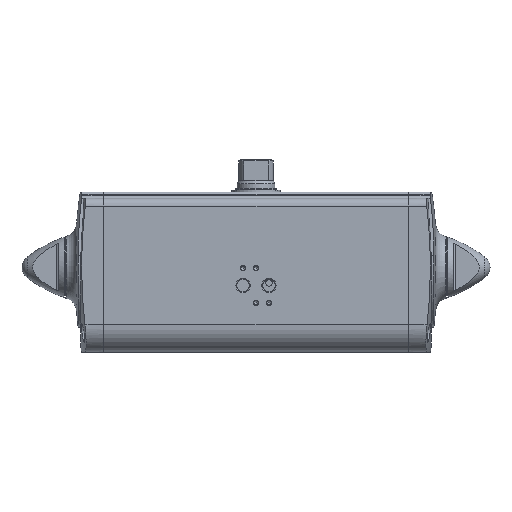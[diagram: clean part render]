
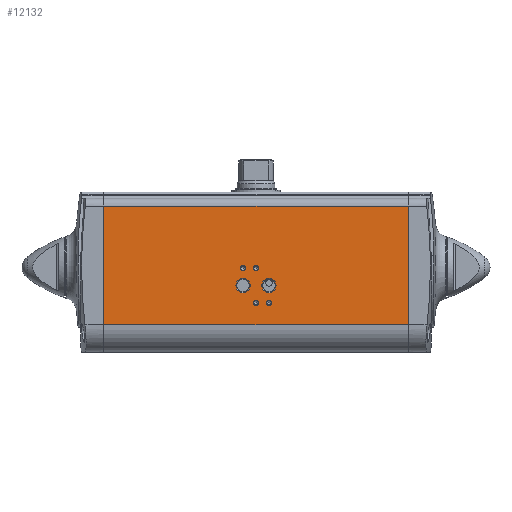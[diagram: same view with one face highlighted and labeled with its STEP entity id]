
A CAD part, top view. The second image highlights one B-rep face of the part: STEP entity #12132.
In plain terms, the highlighted planar face has unit normal (0, 0, 1).
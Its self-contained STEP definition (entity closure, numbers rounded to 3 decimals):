
#679=CIRCLE('',#12881,6.579);
#680=CIRCLE('',#12882,2.5);
#681=CIRCLE('',#12883,2.5);
#682=CIRCLE('',#12884,2.5);
#683=CIRCLE('',#12885,2.5);
#684=CIRCLE('',#12886,6.579);
#1491=ORIENTED_EDGE('',*,*,#3863,.T.);
#1492=ORIENTED_EDGE('',*,*,#3864,.T.);
#1493=ORIENTED_EDGE('',*,*,#3865,.T.);
#1494=ORIENTED_EDGE('',*,*,#3866,.T.);
#1495=ORIENTED_EDGE('',*,*,#3867,.T.);
#1496=ORIENTED_EDGE('',*,*,#3868,.T.);
#1497=ORIENTED_EDGE('',*,*,#3696,.T.);
#1498=ORIENTED_EDGE('',*,*,#3869,.F.);
#1499=ORIENTED_EDGE('',*,*,#3645,.F.);
#1500=ORIENTED_EDGE('',*,*,#3870,.T.);
#3645=EDGE_CURVE('',#4838,#4839,#5573,.T.);
#3696=EDGE_CURVE('',#4877,#4876,#5580,.T.);
#3863=EDGE_CURVE('',#5028,#5028,#679,.T.);
#3864=EDGE_CURVE('',#5029,#5029,#680,.T.);
#3865=EDGE_CURVE('',#5030,#5030,#681,.T.);
#3866=EDGE_CURVE('',#5031,#5031,#682,.T.);
#3867=EDGE_CURVE('',#5032,#5032,#683,.T.);
#3868=EDGE_CURVE('',#5033,#5033,#684,.T.);
#3869=EDGE_CURVE('',#4839,#4876,#5629,.T.);
#3870=EDGE_CURVE('',#4838,#4877,#5630,.T.);
#4838=VERTEX_POINT('',#16892);
#4839=VERTEX_POINT('',#16894);
#4876=VERTEX_POINT('',#16982);
#4877=VERTEX_POINT('',#16984);
#5028=VERTEX_POINT('',#17694);
#5029=VERTEX_POINT('',#17696);
#5030=VERTEX_POINT('',#17698);
#5031=VERTEX_POINT('',#17700);
#5032=VERTEX_POINT('',#17702);
#5033=VERTEX_POINT('',#17704);
#5573=LINE('',#16893,#6201);
#5580=LINE('',#16983,#6208);
#5629=LINE('',#17705,#6257);
#5630=LINE('',#17706,#6258);
#6201=VECTOR('',#14064,1000.);
#6208=VECTOR('',#14161,1000.);
#6257=VECTOR('',#14342,1000.);
#6258=VECTOR('',#14343,1000.);
#6772=EDGE_LOOP('',(#1491));
#6773=EDGE_LOOP('',(#1492));
#6774=EDGE_LOOP('',(#1493));
#6775=EDGE_LOOP('',(#1494));
#6776=EDGE_LOOP('',(#1495));
#6777=EDGE_LOOP('',(#1496));
#6778=EDGE_LOOP('',(#1497,#1498,#1499,#1500));
#7458=FACE_BOUND('',#6772,.T.);
#7459=FACE_BOUND('',#6773,.T.);
#7460=FACE_BOUND('',#6774,.T.);
#7461=FACE_BOUND('',#6775,.T.);
#7462=FACE_BOUND('',#6776,.T.);
#7463=FACE_BOUND('',#6777,.T.);
#7464=FACE_BOUND('',#6778,.T.);
#8123=PLANE('',#12880);
#12132=ADVANCED_FACE('',(#7458,#7459,#7460,#7461,#7462,#7463,#7464),#8123,
 .F.);
#12880=AXIS2_PLACEMENT_3D('',#17692,#14328,#14329);
#12881=AXIS2_PLACEMENT_3D('',#17693,#14330,#14331);
#12882=AXIS2_PLACEMENT_3D('',#17695,#14332,#14333);
#12883=AXIS2_PLACEMENT_3D('',#17697,#14334,#14335);
#12884=AXIS2_PLACEMENT_3D('',#17699,#14336,#14337);
#12885=AXIS2_PLACEMENT_3D('',#17701,#14338,#14339);
#12886=AXIS2_PLACEMENT_3D('',#17703,#14340,#14341);
#14064=DIRECTION('',(0.,-1.,0.));
#14161=DIRECTION('',(0.,-1.,0.));
#14328=DIRECTION('',(0.,0.,-1.));
#14329=DIRECTION('',(-1.,0.,0.));
#14330=DIRECTION('',(0.,0.,-1.));
#14331=DIRECTION('',(-1.,0.,0.));
#14332=DIRECTION('',(0.,0.,-1.));
#14333=DIRECTION('',(-1.,0.,0.));
#14334=DIRECTION('',(0.,0.,-1.));
#14335=DIRECTION('',(-1.,0.,0.));
#14336=DIRECTION('',(0.,0.,-1.));
#14337=DIRECTION('',(-1.,0.,0.));
#14338=DIRECTION('',(0.,0.,-1.));
#14339=DIRECTION('',(-1.,0.,0.));
#14340=DIRECTION('',(0.,0.,-1.));
#14341=DIRECTION('',(-1.,0.,0.));
#14342=DIRECTION('',(-1.,0.,0.));
#14343=DIRECTION('',(-1.,0.,0.));
#16892=CARTESIAN_POINT('',(141.,56.3,78.5));
#16893=CARTESIAN_POINT('',(141.,56.3,78.5));
#16894=CARTESIAN_POINT('',(141.,-53.5,78.5));
#16982=CARTESIAN_POINT('',(-141.,-53.5,78.5));
#16983=CARTESIAN_POINT('',(-141.,56.3,78.5));
#16984=CARTESIAN_POINT('',(-141.,56.3,78.5));
#17692=CARTESIAN_POINT('',(141.,56.3,78.5));
#17693=CARTESIAN_POINT('',(-12.,-17.,78.5));
#17694=CARTESIAN_POINT('',(-18.579,-17.,78.5));
#17695=CARTESIAN_POINT('',(-12.,-1.,78.5));
#17696=CARTESIAN_POINT('',(-14.5,-1.,78.5));
#17697=CARTESIAN_POINT('',(0.,-1.,78.5));
#17698=CARTESIAN_POINT('',(-2.5,-1.,78.5));
#17699=CARTESIAN_POINT('',(0.,-33.,78.5));
#17700=CARTESIAN_POINT('',(-2.5,-33.,78.5));
#17701=CARTESIAN_POINT('',(12.,-33.,78.5));
#17702=CARTESIAN_POINT('',(9.5,-33.,78.5));
#17703=CARTESIAN_POINT('',(12.,-17.,78.5));
#17704=CARTESIAN_POINT('',(5.422,-17.,78.5));
#17705=CARTESIAN_POINT('',(141.,-53.5,78.5));
#17706=CARTESIAN_POINT('',(141.,56.3,78.5));
